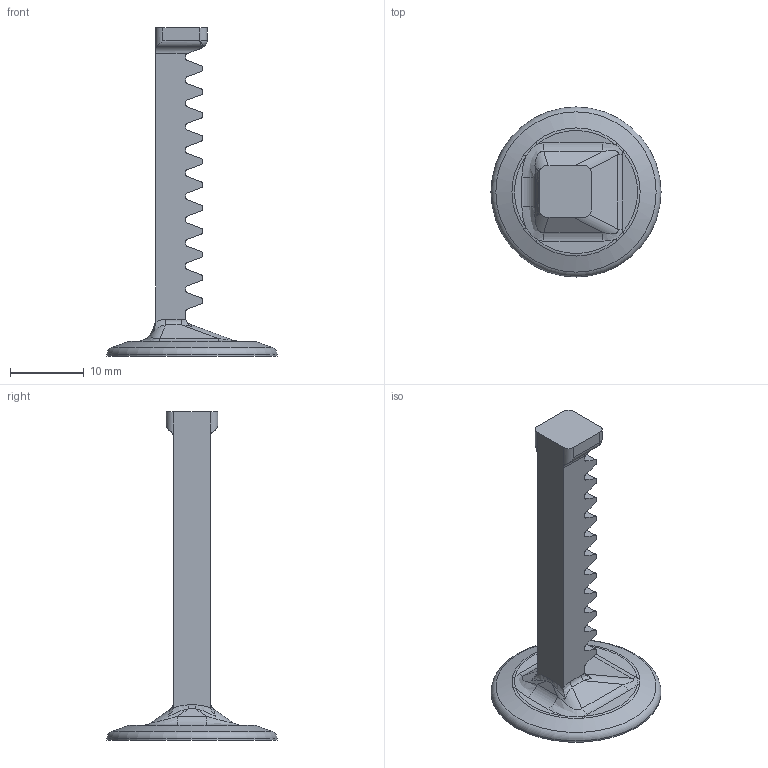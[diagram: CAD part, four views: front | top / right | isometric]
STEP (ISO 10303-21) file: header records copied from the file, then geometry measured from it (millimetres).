
FILE_DESCRIPTION(/* description */ (''),/* implementation_level */ '2;1');
FILE_NAME(/* name */ 'Zahnstange_23mm.stp',/* time_stamp */ '2020-02-18T18:51:01-05:00',/* author */ ('rhoch'),/* organization */ (''),/* preprocessor_version */ 'ST-DEVELOPER v17',/* originating_system */ 'Autodesk Inventor 2018',/* authorisation */ '');
FILE_SCHEMA (('AUTOMOTIVE_DESIGN { 1 0 10303 214 3 1 1 }'));
Length unit declared in the file: millimetre
Products named in the file (1): Zahnstange_23mm
Bounding box: 23 x 23 x 44.4 mm (x, y, z)
Volume: 1983.7 mm3; surface area: 1948.3 mm2
Topology: 1 solids, 1 shells, 157 faces, 433 edges, 278 vertices
Faces by surface type: cylinder 69, plane 62, bspline 16, torus 7, sphere 2, cone 1
Full cylindrical faces by diameter (mm): 23 x1
Entity records: 5422 total; most frequent: CARTESIAN_POINT 1319, ORIENTED_EDGE 866, DIRECTION 866, EDGE_CURVE 433, AXIS2_PLACEMENT_3D 317, VERTEX_POINT 278, LINE 232, VECTOR 232
